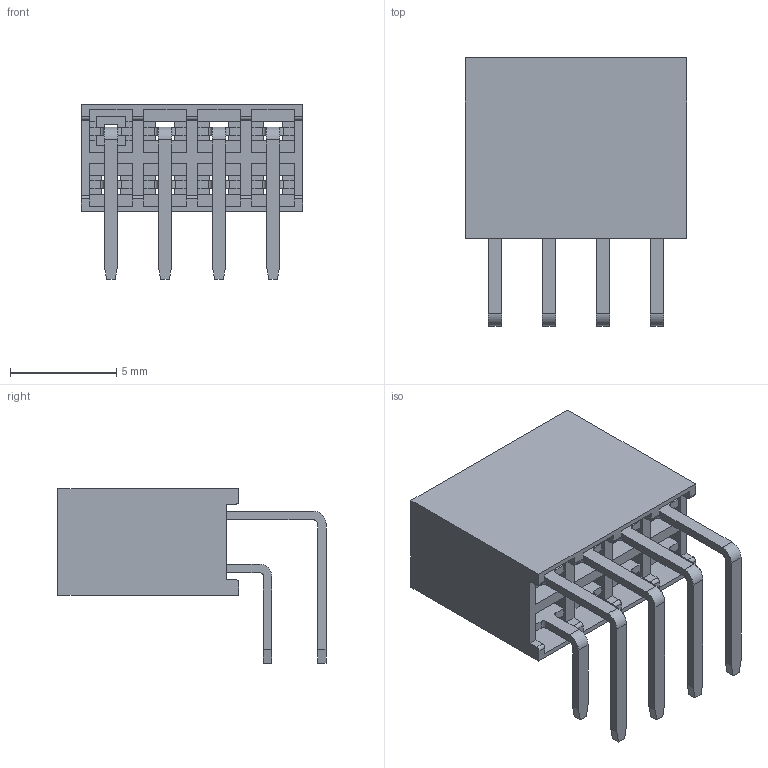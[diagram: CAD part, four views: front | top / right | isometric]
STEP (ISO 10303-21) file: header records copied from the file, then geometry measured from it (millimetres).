
FILE_DESCRIPTION(('STEP AP214'),'1');
FILE_NAME('female_header_a-bl254-da-g08d.stp','2022-05-31T13:50:06',('TraceParts'),('TraceParts S.A.'),'Spatial InterOp 3D',' ',' ');
FILE_SCHEMA(('AUTOMOTIVE_DESIGN { 1 0 10303 214 1 1 1 1 }'));
Length unit declared in the file: millimetre
Products named in the file (1): female_header_a-bl254-da-g08d
Bounding box: 10.41 x 12.6 x 8.2 mm (x, y, z)
Volume: 204.7 mm3; surface area: 1025.5 mm2
Topology: 1 solids, 1 shells, 310 faces, 942 edges, 628 vertices
Faces by surface type: plane 256, cylinder 54
Entity records: 12994 total; most frequent: ORIENTED_EDGE 1884, CARTESIAN_POINT 1881, DIRECTION 1672, EDGE_CURVE 942, LINE 834, VECTOR 834, VERTEX_POINT 628, AXIS2_PLACEMENT_3D 419
